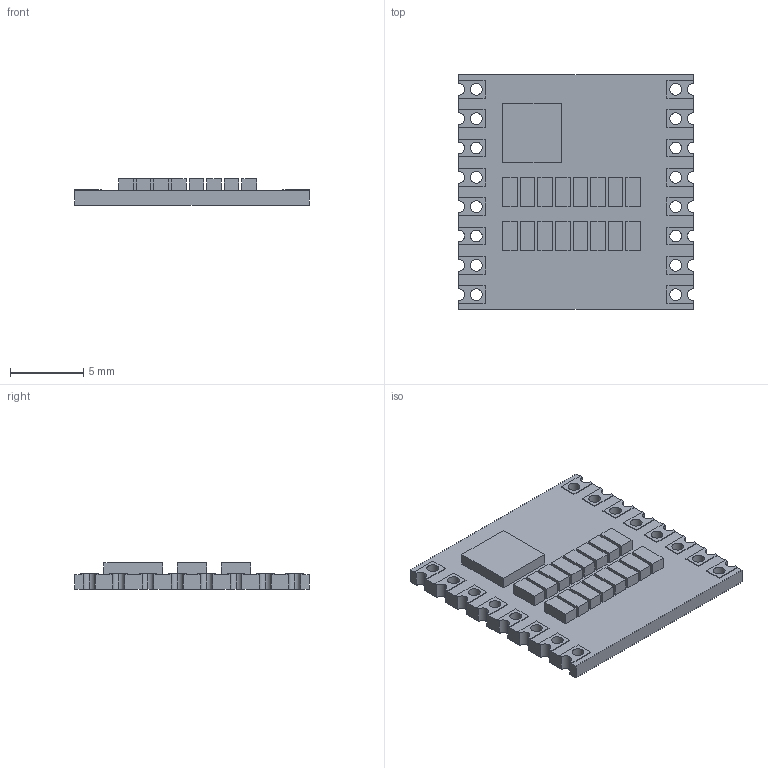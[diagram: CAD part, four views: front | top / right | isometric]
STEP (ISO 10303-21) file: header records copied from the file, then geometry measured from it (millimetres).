
FILE_DESCRIPTION(('FreeCAD Model'),'2;1');
FILE_NAME('Open CASCADE Shape Model','2022-11-06T12:16:06',('Author'),( ''),'Open CASCADE STEP processor 7.5','FreeCAD','Unknown');
FILE_SCHEMA(('AUTOMOTIVE_DESIGN { 1 0 10303 214 1 1 1 1 }'));
Length unit declared in the file: millimetre
Products named in the file (1): difference
Bounding box: 16 x 16 x 1.8 mm (x, y, z)
Volume: 283.5 mm3; surface area: 696.2 mm2
Topology: 1 solids, 1 shells, 243 faces, 640 edges, 416 vertices
Faces by surface type: plane 203, cylinder 40
Full cylindrical faces by diameter (mm): 0.8 x16
Entity records: 16407 total; most frequent: CARTESIAN_POINT 2708, DIRECTION 2360, LINE 1632, VECTOR 1632, ORIENTED_EDGE 1280, PCURVE 1280, DEFINITIONAL_REPRESENTATION 1280, EDGE_CURVE 640
